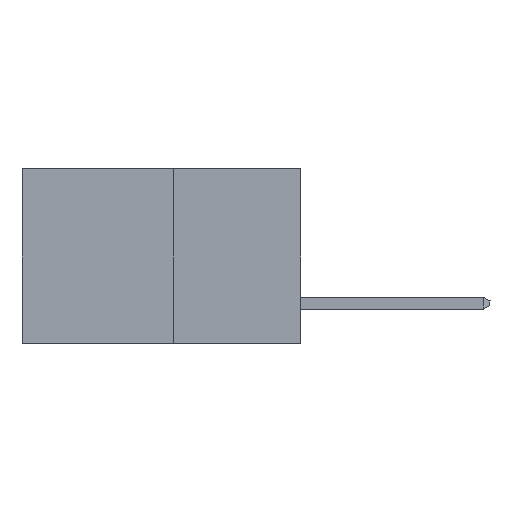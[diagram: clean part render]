
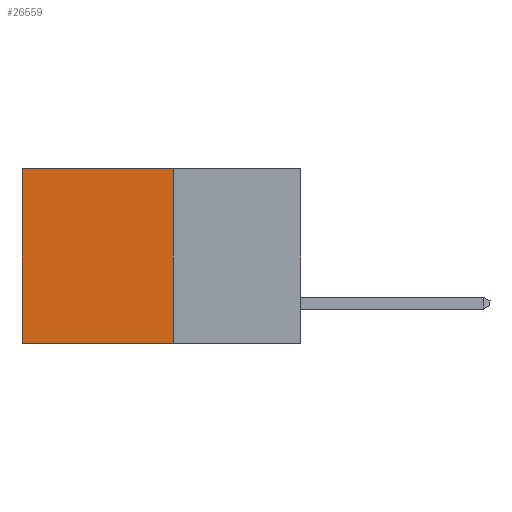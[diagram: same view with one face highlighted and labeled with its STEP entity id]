
A CAD part, left-side view. The second image highlights one B-rep face of the part: STEP entity #26559.
In plain terms, the highlighted planar face has unit normal (-1, 0, 0).
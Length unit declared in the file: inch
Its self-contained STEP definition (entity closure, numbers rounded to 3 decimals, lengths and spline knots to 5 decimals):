
#73 = CARTESIAN_POINT ( 'NONE',  ( 0.277, 0.59, -0.37 ) ) ;
#183 = DIRECTION ( 'NONE',  ( 1., 0., 0. ) ) ;
#286 = EDGE_CURVE ( 'NONE', #30576, #1716, #25846, .T. ) ;
#1716 = VERTEX_POINT ( 'NONE', #73 ) ;
#2583 = PLANE ( 'NONE',  #14544 ) ;
#2778 = LINE ( 'NONE', #3457, #8507 ) ;
#3457 = CARTESIAN_POINT ( 'NONE',  ( 0.277, 0.27, -0.37 ) ) ;
#4511 = CARTESIAN_POINT ( 'NONE',  ( 0.277, 0.59, 0. ) ) ;
#4902 = VECTOR ( 'NONE', #8522, 39.37008 ) ;
#7065 = ORIENTED_EDGE ( 'NONE', *, *, #286, .T. ) ;
#7522 = EDGE_LOOP ( 'NONE', ( #7065, #8423, #19540, #27539 ) ) ;
#8340 = EDGE_CURVE ( 'NONE', #28218, #30576, #29347, .T. ) ;
#8423 = ORIENTED_EDGE ( 'NONE', *, *, #30260, .F. ) ;
#8507 = VECTOR ( 'NONE', #22536, 39.37008 ) ;
#8522 = DIRECTION ( 'NONE',  ( 0., 1., 0. ) ) ;
#8657 = DIRECTION ( 'NONE',  ( 0., 0., -1. ) ) ;
#8833 = CARTESIAN_POINT ( 'NONE',  ( 0.277, 0.59, -0.37 ) ) ;
#9939 = CARTESIAN_POINT ( 'NONE',  ( 0.277, 0.27, -0.37 ) ) ;
#10375 = CARTESIAN_POINT ( 'NONE',  ( 0.277, 0.27, 0. ) ) ;
#12100 = VECTOR ( 'NONE', #21858, 39.37008 ) ;
#12432 = VERTEX_POINT ( 'NONE', #15811 ) ;
#14544 = AXIS2_PLACEMENT_3D ( 'NONE', #9939, #183, #17091 ) ;
#15811 = CARTESIAN_POINT ( 'NONE',  ( 0.277, 0.27, -0.37 ) ) ;
#17091 = DIRECTION ( 'NONE',  ( 0., 0., -1. ) ) ;
#18368 = LINE ( 'NONE', #19494, #12100 ) ;
#19494 = CARTESIAN_POINT ( 'NONE',  ( 0.277, 0.27, -0.37 ) ) ;
#19540 = ORIENTED_EDGE ( 'NONE', *, *, #24322, .F. ) ;
#20333 = VECTOR ( 'NONE', #8657, 39.37008 ) ;
#21858 = DIRECTION ( 'NONE',  ( 0., 0., -1. ) ) ;
#22536 = DIRECTION ( 'NONE',  ( 0., 1., 0. ) ) ;
#22702 = CARTESIAN_POINT ( 'NONE',  ( 0.277, 0.27, 0. ) ) ;
#24322 = EDGE_CURVE ( 'NONE', #28218, #12432, #18368, .T. ) ;
#24802 = FACE_OUTER_BOUND ( 'NONE', #7522, .T. ) ;
#25846 = LINE ( 'NONE', #8833, #20333 ) ;
#26559 = ADVANCED_FACE ( 'NONE', ( #24802 ), #2583, .F. ) ;
#27539 = ORIENTED_EDGE ( 'NONE', *, *, #8340, .T. ) ;
#28218 = VERTEX_POINT ( 'NONE', #10375 ) ;
#29347 = LINE ( 'NONE', #22702, #4902 ) ;
#30260 = EDGE_CURVE ( 'NONE', #12432, #1716, #2778, .T. ) ;
#30576 = VERTEX_POINT ( 'NONE', #4511 ) ;
